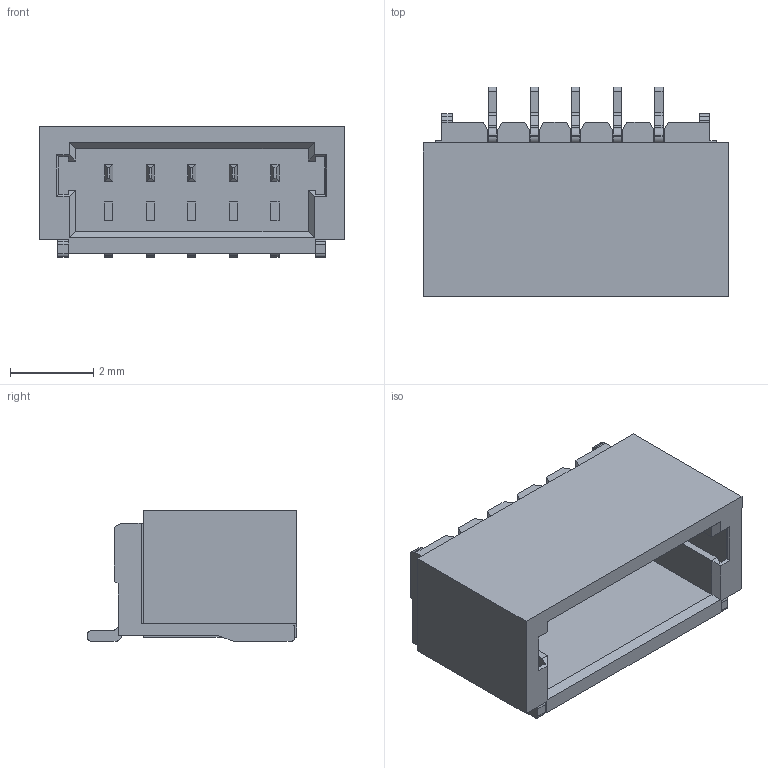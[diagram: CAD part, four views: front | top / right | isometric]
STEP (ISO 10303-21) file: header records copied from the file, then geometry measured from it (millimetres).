
FILE_DESCRIPTION (( 'STEP AP214' ), '1' );
FILE_NAME ('CONN-SMD_5P-P1.00_MEGASTAR_ZX-SH1.0-5PWT.STEP', '2023-06-21T06:37:45', ( 'PC' ), ( 'Microsoft' ), 'SwSTEP 2.0', 'SolidWorks 2020', '' );
FILE_SCHEMA (( 'AUTOMOTIVE_DESIGN' ));
Length unit declared in the file: millimetre
Products named in the file (1): CONN-SMD_5P-P1.00_MEGASTAR_ZX-SH1.0-5PWT
Bounding box: 7.36 x 5.05 x 3.14 mm (x, y, z)
Volume: 53.6 mm3; surface area: 239.4 mm2
Topology: 1 solids, 1 shells, 508 faces, 1389 edges, 914 vertices
Faces by surface type: plane 358, bspline 98, cylinder 52
Entity records: 22019 total; most frequent: CARTESIAN_POINT 4118, ORIENTED_EDGE 2778, DIRECTION 2117, EDGE_CURVE 1389, LINE 1083, VECTOR 1083, VERTEX_POINT 914, EDGE_LOOP 547
